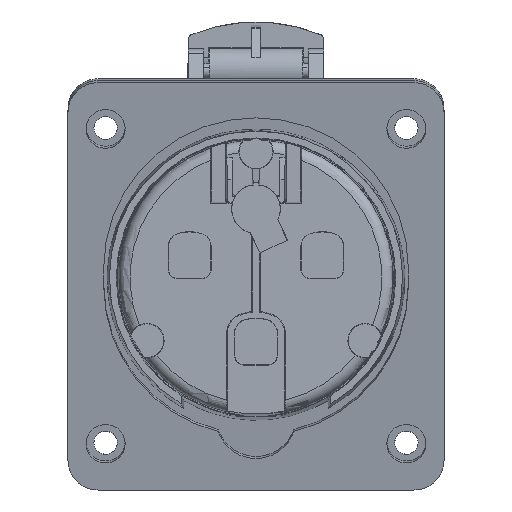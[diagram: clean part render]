
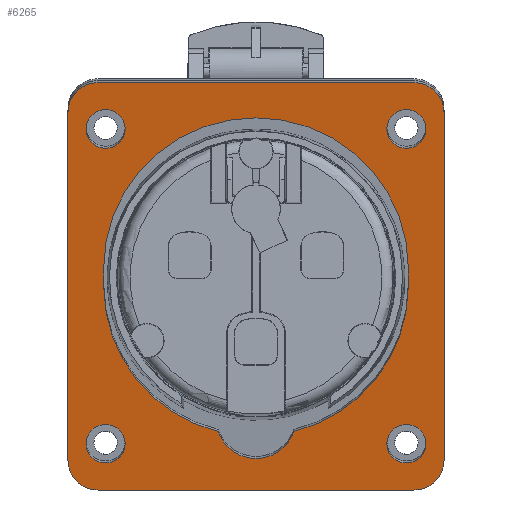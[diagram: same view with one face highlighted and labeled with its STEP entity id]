
A CAD part, front view. The second image highlights one B-rep face of the part: STEP entity #6265.
In plain terms, the highlighted planar face has unit normal (0, -0.985, -0.174).
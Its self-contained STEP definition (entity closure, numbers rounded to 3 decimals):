
#180=DIRECTION('',(0.,-0.174,0.985));
#181=VECTOR('',#180,5.);
#182=CARTESIAN_POINT('',(40.5,42.349,-2.294));
#183=LINE('',#182,#181);
#192=DIRECTION('',(0.,0.174,-0.985));
#193=VECTOR('',#192,5.);
#194=CARTESIAN_POINT('',(-40.5,41.48,2.63));
#195=LINE('',#194,#193);
#196=DIRECTION('',(1.,0.,0.));
#197=VECTOR('',#196,84.);
#198=CARTESIAN_POINT('',(-42.,51.899,-56.459));
#199=LINE('',#198,#197);
#200=CARTESIAN_POINT('',(-42.,50.51,-48.58));
#201=DIRECTION('',(0.,-0.985,-0.174));
#202=DIRECTION('',(-1.,0.,0.));
#203=AXIS2_PLACEMENT_3D('',#200,#201,#202);
#205=DIRECTION('',(0.,0.174,-0.985));
#206=VECTOR('',#205,94.);
#207=CARTESIAN_POINT('',(-50.,34.187,43.992));
#208=LINE('',#207,#206);
#209=CARTESIAN_POINT('',(-42.,34.187,43.992));
#210=DIRECTION('',(0.,-0.985,-0.174));
#211=DIRECTION('',(0.,-0.174,0.985));
#212=AXIS2_PLACEMENT_3D('',#209,#210,#211);
#214=DIRECTION('',(-1.,0.,0.));
#215=VECTOR('',#214,84.);
#216=CARTESIAN_POINT('',(42.,32.798,51.87));
#217=LINE('',#216,#215);
#218=CARTESIAN_POINT('',(42.,34.187,43.992));
#219=DIRECTION('',(0.,-0.985,-0.174));
#220=DIRECTION('',(1.,0.,0.));
#221=AXIS2_PLACEMENT_3D('',#218,#219,#220);
#223=DIRECTION('',(0.,-0.174,0.985));
#224=VECTOR('',#223,94.);
#225=CARTESIAN_POINT('',(50.,50.51,-48.58));
#226=LINE('',#225,#224);
#227=CARTESIAN_POINT('',(42.,50.51,-48.58));
#228=DIRECTION('',(0.,-0.985,-0.174));
#229=DIRECTION('',(0.,0.174,-0.985));
#230=AXIS2_PLACEMENT_3D('',#227,#228,#229);
#232=CARTESIAN_POINT('',(0.,48.6,
-37.747));
#233=DIRECTION('',(0.,0.985,0.174));
#234=DIRECTION('',(0.951,0.054,-0.305));
#235=AXIS2_PLACEMENT_3D('',#232,#233,#234);
#237=CARTESIAN_POINT('',(0.,42.349,
-2.294));
#238=DIRECTION('',(0.,0.985,0.174));
#239=DIRECTION('',(1.,0.,0.));
#240=AXIS2_PLACEMENT_3D('',#237,#238,#239);
#242=CARTESIAN_POINT('',(0.,41.48,2.63));
#243=DIRECTION('',(0.,0.985,0.174));
#244=DIRECTION('',(-1.,0.,0.));
#245=AXIS2_PLACEMENT_3D('',#242,#243,#244);
#247=CARTESIAN_POINT('',(0.,42.349,
-2.294));
#248=DIRECTION('',(0.,0.985,0.174));
#249=DIRECTION('',(-0.247,0.168,-0.954));
#250=AXIS2_PLACEMENT_3D('',#247,#248,#249);
#252=CARTESIAN_POINT('',(-40.,49.729,-44.149));
#253=DIRECTION('',(0.,0.985,0.174));
#254=DIRECTION('',(-1.,0.,0.));
#255=AXIS2_PLACEMENT_3D('',#252,#253,#254);
#257=CARTESIAN_POINT('',(-40.,49.729,-44.149));
#258=DIRECTION('',(0.,0.985,0.174));
#259=DIRECTION('',(1.,0.,0.));
#260=AXIS2_PLACEMENT_3D('',#257,#258,#259);
#262=CARTESIAN_POINT('',(-40.,34.969,39.56));
#263=DIRECTION('',(0.,0.985,0.174));
#264=DIRECTION('',(-1.,0.,0.));
#265=AXIS2_PLACEMENT_3D('',#262,#263,#264);
#267=CARTESIAN_POINT('',(-40.,34.969,39.56));
#268=DIRECTION('',(0.,0.985,0.174));
#269=DIRECTION('',(1.,0.,0.));
#270=AXIS2_PLACEMENT_3D('',#267,#268,#269);
#272=CARTESIAN_POINT('',(40.,49.729,-44.149));
#273=DIRECTION('',(0.,0.985,0.174));
#274=DIRECTION('',(1.,0.,0.));
#275=AXIS2_PLACEMENT_3D('',#272,#273,#274);
#277=CARTESIAN_POINT('',(40.,49.729,-44.149));
#278=DIRECTION('',(0.,0.985,0.174));
#279=DIRECTION('',(-1.,0.,0.));
#280=AXIS2_PLACEMENT_3D('',#277,#278,#279);
#282=CARTESIAN_POINT('',(40.,34.969,39.56));
#283=DIRECTION('',(0.,0.985,0.174));
#284=DIRECTION('',(1.,0.,0.));
#285=AXIS2_PLACEMENT_3D('',#282,#283,#284);
#287=CARTESIAN_POINT('',(40.,34.969,39.56));
#288=DIRECTION('',(0.,0.985,0.174));
#289=DIRECTION('',(-1.,0.,0.));
#290=AXIS2_PLACEMENT_3D('',#287,#288,#289);
#5686=CARTESIAN_POINT('',(-50.,50.51,-48.58));
#5687=CARTESIAN_POINT('',(-42.,51.899,-56.459));
#5688=VERTEX_POINT('',#5686);
#5689=VERTEX_POINT('',#5687);
#5690=CARTESIAN_POINT('',(-50.,34.187,43.992));
#5691=VERTEX_POINT('',#5690);
#5692=CARTESIAN_POINT('',(-42.,32.798,51.87));
#5693=VERTEX_POINT('',#5692);
#5696=CARTESIAN_POINT('',(42.,32.798,51.87));
#5697=VERTEX_POINT('',#5696);
#5700=CARTESIAN_POINT('',(50.,34.187,43.992));
#5701=VERTEX_POINT('',#5700);
#5702=CARTESIAN_POINT('',(50.,50.51,-48.58));
#5703=VERTEX_POINT('',#5702);
#5704=CARTESIAN_POINT('',(42.,51.899,-56.459));
#5705=VERTEX_POINT('',#5704);
#5706=CARTESIAN_POINT('',(-9.984,49.164,
-40.948));
#5707=CARTESIAN_POINT('',(-40.5,42.349,-2.294));
#5708=VERTEX_POINT('',#5706);
#5709=VERTEX_POINT('',#5707);
#5710=CARTESIAN_POINT('',(9.984,49.164,-40.948));
#5711=VERTEX_POINT('',#5710);
#5712=CARTESIAN_POINT('',(-40.5,41.48,2.63));
#5713=VERTEX_POINT('',#5712);
#5714=CARTESIAN_POINT('',(40.5,42.349,-2.294));
#5715=VERTEX_POINT('',#5714);
#5716=CARTESIAN_POINT('',(40.5,41.48,2.63));
#5717=VERTEX_POINT('',#5716);
#5718=CARTESIAN_POINT('',(-45.2,49.729,-44.149));
#5719=CARTESIAN_POINT('',(-34.8,49.729,-44.149));
#5720=VERTEX_POINT('',#5718);
#5721=VERTEX_POINT('',#5719);
#5722=CARTESIAN_POINT('',(-45.2,34.969,39.56));
#5723=CARTESIAN_POINT('',(-34.8,34.969,39.56));
#5724=VERTEX_POINT('',#5722);
#5725=VERTEX_POINT('',#5723);
#5726=CARTESIAN_POINT('',(45.2,49.729,-44.149));
#5727=CARTESIAN_POINT('',(34.8,49.729,-44.149));
#5728=VERTEX_POINT('',#5726);
#5729=VERTEX_POINT('',#5727);
#5730=CARTESIAN_POINT('',(45.2,34.969,39.56));
#5731=CARTESIAN_POINT('',(34.8,34.969,39.56));
#5732=VERTEX_POINT('',#5730);
#5733=VERTEX_POINT('',#5731);
#6210=CARTESIAN_POINT('',(0.,42.349,-2.294));
#6211=DIRECTION('',(0.,0.985,0.174));
#6212=DIRECTION('',(1.,0.,0.));
#6213=AXIS2_PLACEMENT_3D('',#6210,#6211,#6212);
#6214=PLANE('',#6213);
#6216=ORIENTED_EDGE('',*,*,#6215,.F.);
#6218=ORIENTED_EDGE('',*,*,#6217,.F.);
#6220=ORIENTED_EDGE('',*,*,#6219,.F.);
#6222=ORIENTED_EDGE('',*,*,#6221,.F.);
#6224=ORIENTED_EDGE('',*,*,#6223,.F.);
#6226=ORIENTED_EDGE('',*,*,#6225,.F.);
#6228=ORIENTED_EDGE('',*,*,#6227,.F.);
#6230=ORIENTED_EDGE('',*,*,#6229,.F.);
#6231=EDGE_LOOP('',(#6216,#6218,#6220,#6222,#6224,#6226,#6228,#6230));
#6232=FACE_OUTER_BOUND('',#6231,.F.);
#6233=ORIENTED_EDGE('',*,*,#6149,.F.);
#6234=ORIENTED_EDGE('',*,*,#6163,.F.);
#6235=ORIENTED_EDGE('',*,*,#6177,.T.);
#6236=ORIENTED_EDGE('',*,*,#6191,.F.);
#6237=ORIENTED_EDGE('',*,*,#6204,.T.);
#6238=ORIENTED_EDGE('',*,*,#6134,.F.);
#6239=EDGE_LOOP('',(#6233,#6234,#6235,#6236,#6237,#6238));
#6240=FACE_BOUND('',#6239,.F.);
#6242=ORIENTED_EDGE('',*,*,#6241,.F.);
#6244=ORIENTED_EDGE('',*,*,#6243,.F.);
#6245=EDGE_LOOP('',(#6242,#6244));
#6246=FACE_BOUND('',#6245,.F.);
#6248=ORIENTED_EDGE('',*,*,#6247,.F.);
#6250=ORIENTED_EDGE('',*,*,#6249,.F.);
#6251=EDGE_LOOP('',(#6248,#6250));
#6252=FACE_BOUND('',#6251,.F.);
#6254=ORIENTED_EDGE('',*,*,#6253,.F.);
#6256=ORIENTED_EDGE('',*,*,#6255,.F.);
#6257=EDGE_LOOP('',(#6254,#6256));
#6258=FACE_BOUND('',#6257,.F.);
#6260=ORIENTED_EDGE('',*,*,#6259,.F.);
#6262=ORIENTED_EDGE('',*,*,#6261,.F.);
#6263=EDGE_LOOP('',(#6260,#6262));
#6264=FACE_BOUND('',#6263,.F.);
#6265=ADVANCED_FACE('',(#6232,#6240,#6246,#6252,#6258,#6264),#6214,.F.);
#204=CIRCLE('',#203,8.);
#213=CIRCLE('',#212,8.);
#222=CIRCLE('',#221,8.);
#231=CIRCLE('',#230,8.);
#236=CIRCLE('',#235,10.5);
#241=CIRCLE('',#240,40.5);
#246=CIRCLE('',#245,40.5);
#251=CIRCLE('',#250,40.5);
#256=CIRCLE('',#255,5.2);
#261=CIRCLE('',#260,5.2);
#266=CIRCLE('',#265,5.2);
#271=CIRCLE('',#270,5.2);
#276=CIRCLE('',#275,5.2);
#281=CIRCLE('',#280,5.2);
#286=CIRCLE('',#285,5.2);
#291=CIRCLE('',#290,5.2);
#6134=EDGE_CURVE('',#5708,#5709,#251,.T.);
#6149=EDGE_CURVE('',#5711,#5708,#236,.T.);
#6163=EDGE_CURVE('',#5715,#5711,#241,.T.);
#6177=EDGE_CURVE('',#5715,#5717,#183,.T.);
#6191=EDGE_CURVE('',#5713,#5717,#246,.T.);
#6204=EDGE_CURVE('',#5713,#5709,#195,.T.);
#6215=EDGE_CURVE('',#5689,#5705,#199,.T.);
#6217=EDGE_CURVE('',#5688,#5689,#204,.T.);
#6219=EDGE_CURVE('',#5691,#5688,#208,.T.);
#6221=EDGE_CURVE('',#5693,#5691,#213,.T.);
#6223=EDGE_CURVE('',#5697,#5693,#217,.T.);
#6225=EDGE_CURVE('',#5701,#5697,#222,.T.);
#6227=EDGE_CURVE('',#5703,#5701,#226,.T.);
#6229=EDGE_CURVE('',#5705,#5703,#231,.T.);
#6241=EDGE_CURVE('',#5720,#5721,#256,.T.);
#6243=EDGE_CURVE('',#5721,#5720,#261,.T.);
#6247=EDGE_CURVE('',#5724,#5725,#266,.T.);
#6249=EDGE_CURVE('',#5725,#5724,#271,.T.);
#6253=EDGE_CURVE('',#5728,#5729,#276,.T.);
#6255=EDGE_CURVE('',#5729,#5728,#281,.T.);
#6259=EDGE_CURVE('',#5732,#5733,#286,.T.);
#6261=EDGE_CURVE('',#5733,#5732,#291,.T.);
